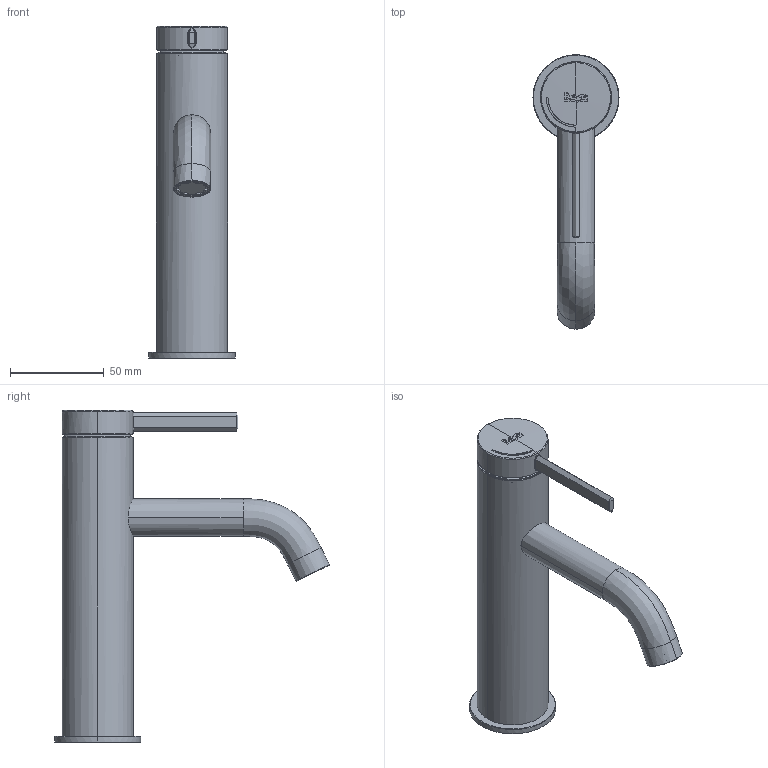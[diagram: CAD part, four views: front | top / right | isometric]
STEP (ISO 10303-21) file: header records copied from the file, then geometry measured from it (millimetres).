
FILE_DESCRIPTION(/* description */ (''),/* implementation_level */ '2;1');
FILE_NAME(/* name */ 'STEP - A5A3A9E..A_13687',/* time_stamp */ '2024-10-24T14:40:44+11:00',/* author */ (''),/* organization */ (''),/* preprocessor_version */ 'ST-DEVELOPER v16.5',/* originating_system */ 'Rhino 7.37',/* authorisation */ '');
FILE_SCHEMA (('CONFIG_CONTROL_DESIGN'));
Length unit declared in the file: millimetre
Products named in the file (16): Document; A5A3A9EC0A; A5437838_Predeterminado4; A5236010_Predeterminado2; A5438141_Predeterminado12; A5254091_Predeterminado; A5231920_Predeterminado8; A5233901_Montaje a 23,5x26; A5241177_A5241178; A5441320_Predeterminado; A5410917_A5410918; A5259934_Predeterminado17; DIN914_A55262380316; A5615350_Predeterminado10; AP001498_Predeterminado; A5526332_Predeterminado14
Assembly tree (15 placements, depth 4):
  Document
    A5A3A9EC0A
      A5437838_Predeterminado4
      A5236010_Predeterminado2
      A5438141_Predeterminado12
      A5254091_Predeterminado
      A5231920_Predeterminado8
      A5233901_Montaje a 23,5x26
      A5241177_A5241178
        A5441320_Predeterminado
        A5410917_A5410918
      A5259934_Predeterminado17
        DIN914_A55262380316
        A5615350_Predeterminado10
      AP001498_Predeterminado
      A5526332_Predeterminado14
Bounding box: 46 x 146.88 x 177.5 mm (x, y, z)
Volume: 30716.3 mm3; surface area: 78519.8 mm2
Topology: 13 solids, 14 shells, 1298 faces, 3334 edges, 2050 vertices
Faces by surface type: bspline 698, plane 372, cylinder 228
Entity records: 74510 total; most frequent: CARTESIAN_POINT 53412, ORIENTED_EDGE 6592, EDGE_CURVE 3301, VERTEX_POINT 2052, B_SPLINE_CURVE_WITH_KNOTS 1739, EDGE_LOOP 1363, ADVANCED_FACE 1298, FACE_OUTER_BOUND 1298
